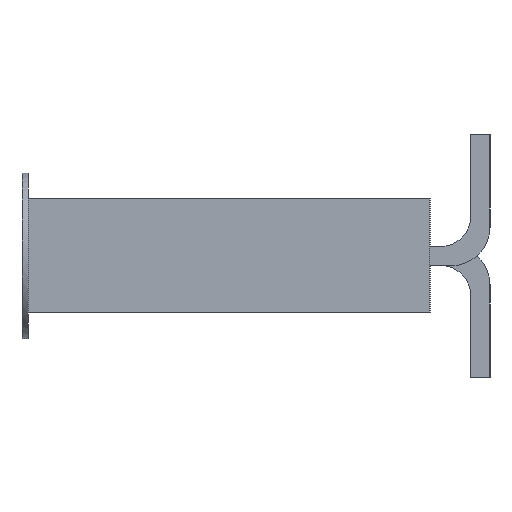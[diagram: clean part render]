
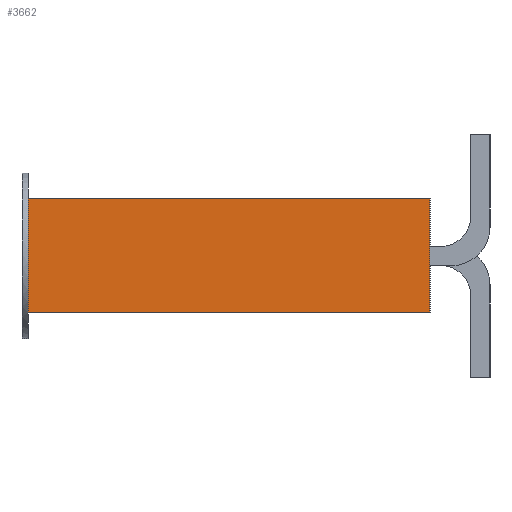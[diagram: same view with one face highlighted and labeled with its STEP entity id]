
A CAD part, left-side view. The second image highlights one B-rep face of the part: STEP entity #3662.
In plain terms, the highlighted planar face has unit normal (-1, 0, 0).
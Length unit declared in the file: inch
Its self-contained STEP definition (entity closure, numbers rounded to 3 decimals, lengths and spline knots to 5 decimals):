
#942=ORIENTED_EDGE('',*,*,#1587,.T.);
#943=ORIENTED_EDGE('',*,*,#1470,.F.);
#944=ORIENTED_EDGE('',*,*,#1427,.F.);
#945=ORIENTED_EDGE('',*,*,#1460,.T.);
#1427=EDGE_CURVE('',#1824,#1821,#2232,.T.);
#1460=EDGE_CURVE('',#1824,#1857,#2265,.T.);
#1470=EDGE_CURVE('',#1821,#1866,#2275,.T.);
#1587=EDGE_CURVE('',#1857,#1866,#2392,.T.);
#1821=VERTEX_POINT('',#6063);
#1824=VERTEX_POINT('',#6068);
#1857=VERTEX_POINT('',#6135);
#1866=VERTEX_POINT('',#6156);
#2232=LINE('',#6069,#2708);
#2265=LINE('',#6136,#2741);
#2275=LINE('',#6155,#2751);
#2392=LINE('',#6388,#2868);
#2708=VECTOR('',#5077,39.37008);
#2741=VECTOR('',#5112,39.37008);
#2751=VECTOR('',#5124,39.37008);
#2868=VECTOR('',#5307,39.37008);
#3067=EDGE_LOOP('',(#942,#943,#944,#945));
#3277=FACE_BOUND('',#3067,.T.);
#3468=PLANE('',#4449);
#3662=ADVANCED_FACE('',(#3277),#3468,.F.);
#4449=AXIS2_PLACEMENT_3D('',#6413,#5340,#5341);
#5077=DIRECTION('',(0.,0.,1.));
#5112=DIRECTION('',(0.,-1.,0.));
#5124=DIRECTION('',(0.,-1.,0.));
#5307=DIRECTION('',(0.,0.,1.));
#5340=DIRECTION('',(1.,0.,0.));
#5341=DIRECTION('',(0.,0.,-1.));
#6063=CARTESIAN_POINT('',(-0.41,0.335,0.0475));
#6068=CARTESIAN_POINT('',(-0.41,0.335,-0.0475));
#6069=CARTESIAN_POINT('',(-0.41,0.335,-0.0475));
#6135=CARTESIAN_POINT('',(-0.41,0.,-0.0475));
#6136=CARTESIAN_POINT('',(-0.41,0.335,-0.0475));
#6155=CARTESIAN_POINT('',(-0.41,0.335,0.0475));
#6156=CARTESIAN_POINT('',(-0.41,0.,0.0475));
#6388=CARTESIAN_POINT('',(-0.41,0.,-0.0475));
#6413=CARTESIAN_POINT('',(-0.41,0.335,-0.0475));
